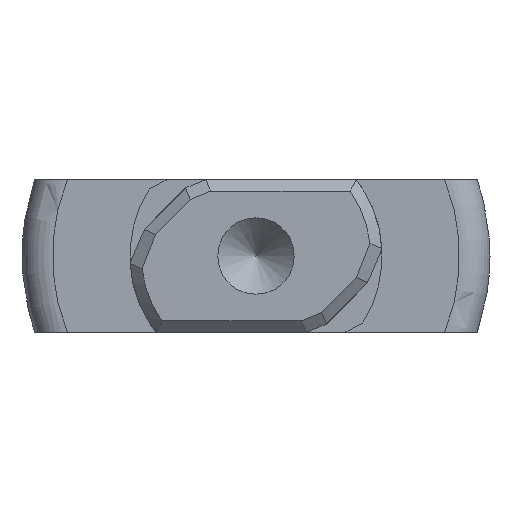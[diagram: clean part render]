
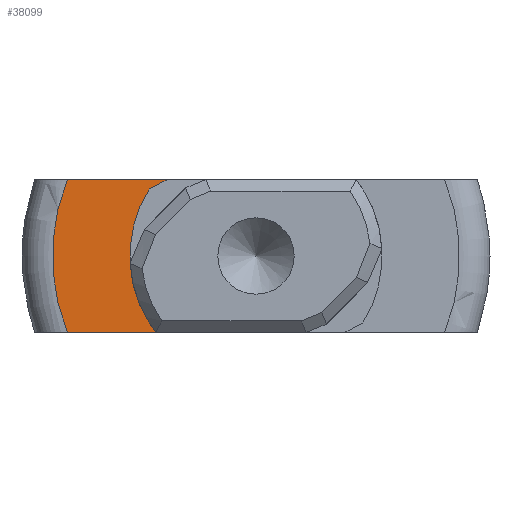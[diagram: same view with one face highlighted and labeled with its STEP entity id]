
A CAD part, left-side view. The second image highlights one B-rep face of the part: STEP entity #38099.
In plain terms, the highlighted planar face has unit normal (-1, 0, 0).
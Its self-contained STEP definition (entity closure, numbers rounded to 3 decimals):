
#722 = PLANE('',#723);
#723 = AXIS2_PLACEMENT_3D('',#724,#725,#726);
#724 = CARTESIAN_POINT('',(-6.25,-6.25,2.));
#725 = DIRECTION('',(0.,0.,1.));
#726 = DIRECTION('',(0.,1.,0.));
#16841 = VERTEX_POINT('',#16842);
#16842 = CARTESIAN_POINT('',(0.,4.94,2.));
#16876 = TOROIDAL_SURFACE('',#16877,5.329,0.8);
#16877 = AXIS2_PLACEMENT_3D('',#16878,#16879,#16880);
#16878 = CARTESIAN_POINT('',(0.8,0.,0.));
#16879 = DIRECTION('',(1.,0.,0.));
#16880 = DIRECTION('',(0.,0.,-1.));
#16910 = EDGE_CURVE('',#16841,#16911,#16913,.T.);
#16911 = VERTEX_POINT('',#16912);
#16912 = CARTESIAN_POINT('',(0.,2.327,2.));
#16913 = SURFACE_CURVE('',#16914,(#16918,#16925),.PCURVE_S1.);
#16914 = LINE('',#16915,#16916);
#16915 = CARTESIAN_POINT('',(0.,5.79,2.));
#16916 = VECTOR('',#16917,1.);
#16917 = DIRECTION('',(0.,-1.,0.));
#16918 = PCURVE('',#722,#16919);
#16919 = DEFINITIONAL_REPRESENTATION('',(#16920),#16924);
#16920 = LINE('',#16921,#16922);
#16921 = CARTESIAN_POINT('',(12.04,-6.25));
#16922 = VECTOR('',#16923,1.);
#16923 = DIRECTION('',(-1.,-0.));
#16924 = ( GEOMETRIC_REPRESENTATION_CONTEXT(2) 
PARAMETRIC_REPRESENTATION_CONTEXT() REPRESENTATION_CONTEXT('2D SPACE',''
  ) );
#16925 = PCURVE('',#16926,#16931);
#16926 = PLANE('',#16927);
#16927 = AXIS2_PLACEMENT_3D('',#16928,#16929,#16930);
#16928 = CARTESIAN_POINT('',(0.,5.329,
    0.));
#16929 = DIRECTION('',(-1.,0.,0.));
#16930 = DIRECTION('',(0.,0.,1.));
#16931 = DEFINITIONAL_REPRESENTATION('',(#16932),#16936);
#16932 = LINE('',#16933,#16934);
#16933 = CARTESIAN_POINT('',(2.,0.46));
#16934 = VECTOR('',#16935,1.);
#16935 = DIRECTION('',(0.,-1.));
#16936 = ( GEOMETRIC_REPRESENTATION_CONTEXT(2) 
PARAMETRIC_REPRESENTATION_CONTEXT() REPRESENTATION_CONTEXT('2D SPACE',''
  ) );
#16954 = PLANE('',#16955);
#16955 = AXIS2_PLACEMENT_3D('',#16956,#16957,#16958);
#16956 = CARTESIAN_POINT('',(-30.5,2.561,1.878));
#16957 = DIRECTION('',(0.,0.464,0.886)
  );
#16958 = DIRECTION('',(1.,0.,0.));
#34305 = PLANE('',#34306);
#34306 = AXIS2_PLACEMENT_3D('',#34307,#34308,#34309);
#34307 = CARTESIAN_POINT('',(-6.25,6.25,-2.));
#34308 = DIRECTION('',(0.,0.,-1.));
#34309 = DIRECTION('',(0.,-1.,0.));
#36386 = PLANE('',#36387);
#36387 = AXIS2_PLACEMENT_3D('',#36388,#36389,#36390);
#36388 = CARTESIAN_POINT('',(-30.5,2.561,-1.878));
#36389 = DIRECTION('',(0.,0.464,
    -0.886));
#36390 = DIRECTION('',(-1.,0.,0.));
#36406 = VERTEX_POINT('',#36407);
#36407 = CARTESIAN_POINT('',(0.,2.795,
    -1.755));
#36421 = CYLINDRICAL_SURFACE('',#36422,3.3);
#36422 = AXIS2_PLACEMENT_3D('',#36423,#36424,#36425);
#36423 = CARTESIAN_POINT('',(-30.5,0.,
    0.));
#36424 = DIRECTION('',(1.,0.,0.));
#36425 = DIRECTION('',(0.,1.,0.));
#36433 = EDGE_CURVE('',#36434,#36406,#36436,.T.);
#36434 = VERTEX_POINT('',#36435);
#36435 = CARTESIAN_POINT('',(0.,2.327,-2.));
#36436 = SURFACE_CURVE('',#36437,(#36441,#36448),.PCURVE_S1.);
#36437 = LINE('',#36438,#36439);
#36438 = CARTESIAN_POINT('',(0.,4.033,
    -1.107));
#36439 = VECTOR('',#36440,1.);
#36440 = DIRECTION('',(0.,0.886,0.464
    ));
#36441 = PCURVE('',#36386,#36442);
#36442 = DEFINITIONAL_REPRESENTATION('',(#36443),#36447);
#36443 = LINE('',#36444,#36445);
#36444 = CARTESIAN_POINT('',(-30.5,1.662));
#36445 = VECTOR('',#36446,1.);
#36446 = DIRECTION('',(0.,1.));
#36447 = ( GEOMETRIC_REPRESENTATION_CONTEXT(2) 
PARAMETRIC_REPRESENTATION_CONTEXT() REPRESENTATION_CONTEXT('2D SPACE',''
  ) );
#36448 = PCURVE('',#16926,#36449);
#36449 = DEFINITIONAL_REPRESENTATION('',(#36450),#36454);
#36450 = LINE('',#36451,#36452);
#36451 = CARTESIAN_POINT('',(-1.107,-1.296));
#36452 = VECTOR('',#36453,1.);
#36453 = DIRECTION('',(0.464,0.886));
#36454 = ( GEOMETRIC_REPRESENTATION_CONTEXT(2) 
PARAMETRIC_REPRESENTATION_CONTEXT() REPRESENTATION_CONTEXT('2D SPACE',''
  ) );
#36942 = EDGE_CURVE('',#36434,#36943,#36945,.T.);
#36943 = VERTEX_POINT('',#36944);
#36944 = CARTESIAN_POINT('',(0.,4.94,-2.));
#36945 = SURFACE_CURVE('',#36946,(#36950,#36957),.PCURVE_S1.);
#36946 = LINE('',#36947,#36948);
#36947 = CARTESIAN_POINT('',(0.,-0.46,-2.));
#36948 = VECTOR('',#36949,1.);
#36949 = DIRECTION('',(0.,1.,0.));
#36950 = PCURVE('',#34305,#36951);
#36951 = DEFINITIONAL_REPRESENTATION('',(#36952),#36956);
#36952 = LINE('',#36953,#36954);
#36953 = CARTESIAN_POINT('',(6.71,-6.25));
#36954 = VECTOR('',#36955,1.);
#36955 = DIRECTION('',(-1.,-0.));
#36956 = ( GEOMETRIC_REPRESENTATION_CONTEXT(2) 
PARAMETRIC_REPRESENTATION_CONTEXT() REPRESENTATION_CONTEXT('2D SPACE',''
  ) );
#36957 = PCURVE('',#16926,#36958);
#36958 = DEFINITIONAL_REPRESENTATION('',(#36959),#36963);
#36959 = LINE('',#36960,#36961);
#36960 = CARTESIAN_POINT('',(-2.,-5.79));
#36961 = VECTOR('',#36962,1.);
#36962 = DIRECTION('',(0.,1.));
#36963 = ( GEOMETRIC_REPRESENTATION_CONTEXT(2) 
PARAMETRIC_REPRESENTATION_CONTEXT() REPRESENTATION_CONTEXT('2D SPACE',''
  ) );
#37586 = EDGE_CURVE('',#37587,#16911,#37589,.T.);
#37587 = VERTEX_POINT('',#37588);
#37588 = CARTESIAN_POINT('',(0.,2.795,
    1.755));
#37589 = SURFACE_CURVE('',#37590,(#37594,#37601),.PCURVE_S1.);
#37590 = LINE('',#37591,#37592);
#37591 = CARTESIAN_POINT('',(0.,4.033,
    1.107));
#37592 = VECTOR('',#37593,1.);
#37593 = DIRECTION('',(0.,-0.886,
    0.464));
#37594 = PCURVE('',#16954,#37595);
#37595 = DEFINITIONAL_REPRESENTATION('',(#37596),#37600);
#37596 = LINE('',#37597,#37598);
#37597 = CARTESIAN_POINT('',(30.5,1.662));
#37598 = VECTOR('',#37599,1.);
#37599 = DIRECTION('',(0.,-1.));
#37600 = ( GEOMETRIC_REPRESENTATION_CONTEXT(2) 
PARAMETRIC_REPRESENTATION_CONTEXT() REPRESENTATION_CONTEXT('2D SPACE',''
  ) );
#37601 = PCURVE('',#16926,#37602);
#37602 = DEFINITIONAL_REPRESENTATION('',(#37603),#37607);
#37603 = LINE('',#37604,#37605);
#37604 = CARTESIAN_POINT('',(1.107,-1.296));
#37605 = VECTOR('',#37606,1.);
#37606 = DIRECTION('',(0.464,-0.886));
#37607 = ( GEOMETRIC_REPRESENTATION_CONTEXT(2) 
PARAMETRIC_REPRESENTATION_CONTEXT() REPRESENTATION_CONTEXT('2D SPACE',''
  ) );
#37636 = EDGE_CURVE('',#36406,#37587,#37637,.T.);
#37637 = SURFACE_CURVE('',#37638,(#37643,#37650),.PCURVE_S1.);
#37638 = CIRCLE('',#37639,3.3);
#37639 = AXIS2_PLACEMENT_3D('',#37640,#37641,#37642);
#37640 = CARTESIAN_POINT('',(0.,0.,
    0.));
#37641 = DIRECTION('',(1.,0.,0.));
#37642 = DIRECTION('',(0.,0.,1.));
#37643 = PCURVE('',#36421,#37644);
#37644 = DEFINITIONAL_REPRESENTATION('',(#37645),#37649);
#37645 = LINE('',#37646,#37647);
#37646 = CARTESIAN_POINT('',(-4.712,30.5));
#37647 = VECTOR('',#37648,1.);
#37648 = DIRECTION('',(1.,0.));
#37649 = ( GEOMETRIC_REPRESENTATION_CONTEXT(2) 
PARAMETRIC_REPRESENTATION_CONTEXT() REPRESENTATION_CONTEXT('2D SPACE',''
  ) );
#37650 = PCURVE('',#16926,#37651);
#37651 = DEFINITIONAL_REPRESENTATION('',(#37652),#37660);
#37652 = ( BOUNDED_CURVE() B_SPLINE_CURVE(2,(#37653,#37654,#37655,#37656
    ,#37657,#37658,#37659),.UNSPECIFIED.,.T.,.F.) 
B_SPLINE_CURVE_WITH_KNOTS((1,2,2,2,2,1),(-2.094,0.,
    2.094,4.189,6.283,8.378),
.UNSPECIFIED.) CURVE() GEOMETRIC_REPRESENTATION_ITEM() 
RATIONAL_B_SPLINE_CURVE((1.,0.5,1.,0.5,1.,0.5,1.)) REPRESENTATION_ITEM(
  '') );
#37653 = CARTESIAN_POINT('',(3.3,-5.329));
#37654 = CARTESIAN_POINT('',(3.3,-11.045));
#37655 = CARTESIAN_POINT('',(-1.65,-8.187));
#37656 = CARTESIAN_POINT('',(-6.6,-5.329));
#37657 = CARTESIAN_POINT('',(-1.65,-2.471));
#37658 = CARTESIAN_POINT('',(3.3,0.387));
#37659 = CARTESIAN_POINT('',(3.3,-5.329));
#37660 = ( GEOMETRIC_REPRESENTATION_CONTEXT(2) 
PARAMETRIC_REPRESENTATION_CONTEXT() REPRESENTATION_CONTEXT('2D SPACE',''
  ) );
#38099 = ADVANCED_FACE('',(#38100),#16926,.T.);
#38100 = FACE_BOUND('',#38101,.T.);
#38101 = EDGE_LOOP('',(#38102,#38103,#38104,#38105,#38131,#38132));
#38102 = ORIENTED_EDGE('',*,*,#37636,.T.);
#38103 = ORIENTED_EDGE('',*,*,#37586,.T.);
#38104 = ORIENTED_EDGE('',*,*,#16910,.F.);
#38105 = ORIENTED_EDGE('',*,*,#38106,.F.);
#38106 = EDGE_CURVE('',#36943,#16841,#38107,.T.);
#38107 = SURFACE_CURVE('',#38108,(#38113,#38124),.PCURVE_S1.);
#38108 = CIRCLE('',#38109,5.329);
#38109 = AXIS2_PLACEMENT_3D('',#38110,#38111,#38112);
#38110 = CARTESIAN_POINT('',(0.,0.,0.)
  );
#38111 = DIRECTION('',(1.,0.,0.));
#38112 = DIRECTION('',(0.,0.,1.));
#38113 = PCURVE('',#16926,#38114);
#38114 = DEFINITIONAL_REPRESENTATION('',(#38115),#38123);
#38115 = ( BOUNDED_CURVE() B_SPLINE_CURVE(2,(#38116,#38117,#38118,#38119
    ,#38120,#38121,#38122),.UNSPECIFIED.,.T.,.F.) 
B_SPLINE_CURVE_WITH_KNOTS((1,2,2,2,2,1),(-2.094,0.,
    2.094,4.189,6.283,8.378),
.UNSPECIFIED.) CURVE() GEOMETRIC_REPRESENTATION_ITEM() 
RATIONAL_B_SPLINE_CURVE((1.,0.5,1.,0.5,1.,0.5,1.)) REPRESENTATION_ITEM(
  '') );
#38116 = CARTESIAN_POINT('',(5.329,-5.329));
#38117 = CARTESIAN_POINT('',(5.329,-14.56));
#38118 = CARTESIAN_POINT('',(-2.665,-9.945));
#38119 = CARTESIAN_POINT('',(-10.659,-5.329));
#38120 = CARTESIAN_POINT('',(-2.665,-0.714));
#38121 = CARTESIAN_POINT('',(5.329,3.901));
#38122 = CARTESIAN_POINT('',(5.329,-5.329));
#38123 = ( GEOMETRIC_REPRESENTATION_CONTEXT(2) 
PARAMETRIC_REPRESENTATION_CONTEXT() REPRESENTATION_CONTEXT('2D SPACE',''
  ) );
#38124 = PCURVE('',#16876,#38125);
#38125 = DEFINITIONAL_REPRESENTATION('',(#38126),#38130);
#38126 = LINE('',#38127,#38128);
#38127 = CARTESIAN_POINT('',(-3.142,4.712));
#38128 = VECTOR('',#38129,1.);
#38129 = DIRECTION('',(1.,0.));
#38130 = ( GEOMETRIC_REPRESENTATION_CONTEXT(2) 
PARAMETRIC_REPRESENTATION_CONTEXT() REPRESENTATION_CONTEXT('2D SPACE',''
  ) );
#38131 = ORIENTED_EDGE('',*,*,#36942,.F.);
#38132 = ORIENTED_EDGE('',*,*,#36433,.T.);
